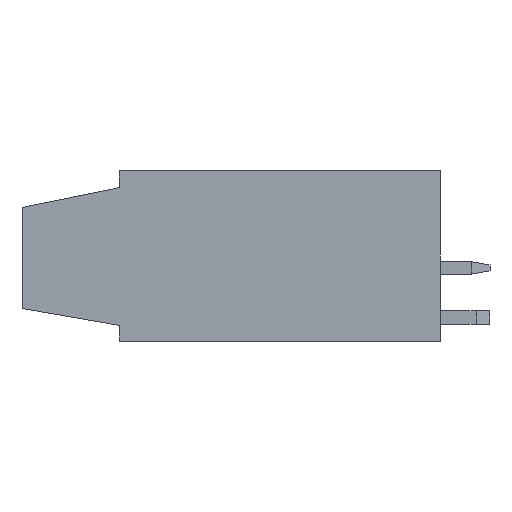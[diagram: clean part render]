
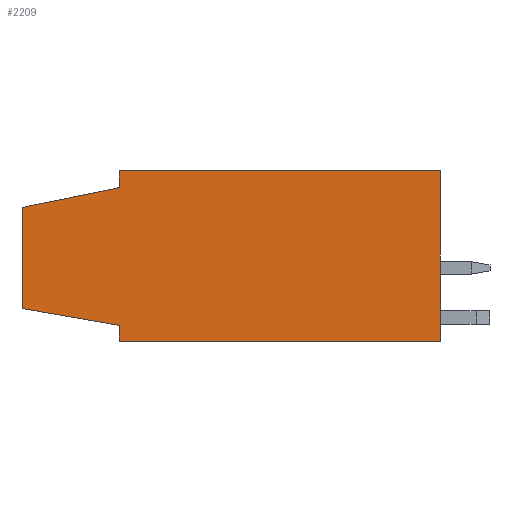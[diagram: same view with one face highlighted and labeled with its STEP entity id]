
A CAD part, left-side view. The second image highlights one B-rep face of the part: STEP entity #2209.
In plain terms, the highlighted planar face has unit normal (-1, 0, 0).
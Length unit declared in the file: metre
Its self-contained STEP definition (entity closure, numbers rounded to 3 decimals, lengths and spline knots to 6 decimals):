
#2209=ADVANCED_FACE('',(#4638),#4639,.F.);
#4638=FACE_OUTER_BOUND('',#7225,.T.);
#4639=PLANE('',#7226);
#7225=EDGE_LOOP('',(#14033,#14034,#14035,#14036,#14037,#14038,#14039,#14040));
#7226=AXIS2_PLACEMENT_3D('',#14041,#14042,#14043);
#14033=ORIENTED_EDGE('',*,*,#18305,.F.);
#14034=ORIENTED_EDGE('',*,*,#17083,.F.);
#14035=ORIENTED_EDGE('',*,*,#17952,.F.);
#14036=ORIENTED_EDGE('',*,*,#16478,.F.);
#14037=ORIENTED_EDGE('',*,*,#18306,.F.);
#14038=ORIENTED_EDGE('',*,*,#18307,.T.);
#14039=ORIENTED_EDGE('',*,*,#17380,.T.);
#14040=ORIENTED_EDGE('',*,*,#17349,.F.);
#14041=CARTESIAN_POINT('',(0.139676,-0.06741,0.));
#14042=DIRECTION('',(1.0,0.,0.));
#14043=DIRECTION('',(0.,1.0,0.));
#16478=EDGE_CURVE('',#20281,#20279,#20283,.T.);
#17083=EDGE_CURVE('',#21215,#21217,#21218,.T.);
#17349=EDGE_CURVE('',#21599,#21597,#21601,.T.);
#17380=EDGE_CURVE('',#21635,#21597,#21649,.T.);
#17952=EDGE_CURVE('',#20279,#21215,#22388,.T.);
#18305=EDGE_CURVE('',#21217,#21599,#22797,.T.);
#18306=EDGE_CURVE('',#22798,#20281,#22799,.T.);
#18307=EDGE_CURVE('',#22798,#21635,#22800,.T.);
#20279=VERTEX_POINT('',#25613);
#20281=VERTEX_POINT('',#25616);
#20283=LINE('',#25619,#25620);
#21215=VERTEX_POINT('',#27001);
#21217=VERTEX_POINT('',#27004);
#21218=LINE('',#27005,#27006);
#21597=VERTEX_POINT('',#27579);
#21599=VERTEX_POINT('',#27582);
#21601=LINE('',#27585,#27586);
#21635=VERTEX_POINT('',#27633);
#21649=LINE('',#27657,#27658);
#22388=LINE('',#28764,#28765);
#22797=LINE('',#29370,#29371);
#22798=VERTEX_POINT('',#29372);
#22799=LINE('',#29373,#29374);
#22800=LINE('',#29375,#29376);
#25613=CARTESIAN_POINT('',(0.139676,-0.06741,0.));
#25616=CARTESIAN_POINT('',(0.139676,-0.06741,-0.00085));
#25619=CARTESIAN_POINT('',(0.139676,-0.06741,-0.00775));
#25620=VECTOR('',#30690,1.0);
#27001=CARTESIAN_POINT('',(0.139676,-0.08361,0.));
#27004=CARTESIAN_POINT('',(0.139676,-0.08361,-0.0086));
#27005=CARTESIAN_POINT('',(0.139676,-0.08361,-0.0086));
#27006=VECTOR('',#31275,1.0);
#27579=CARTESIAN_POINT('',(0.139676,-0.06741,-0.0078));
#27582=CARTESIAN_POINT('',(0.139676,-0.06741,-0.0086));
#27585=CARTESIAN_POINT('',(0.139676,-0.06741,-0.00775));
#27586=VECTOR('',#31508,1.0);
#27633=CARTESIAN_POINT('',(0.139676,-0.06251,-0.00695));
#27657=CARTESIAN_POINT('',(0.139676,-0.06741,-0.0078));
#27658=VECTOR('',#31541,1.0);
#28764=CARTESIAN_POINT('',(0.139676,-0.08361,0.));
#28765=VECTOR('',#32020,1.0);
#29370=CARTESIAN_POINT('',(0.139676,-0.06741,-0.0086));
#29371=VECTOR('',#32261,1.0);
#29372=CARTESIAN_POINT('',(0.139676,-0.06251,-0.00185));
#29373=CARTESIAN_POINT('',(0.139676,-0.067576,-0.000816));
#29374=VECTOR('',#32262,1.0);
#29375=CARTESIAN_POINT('',(0.139676,-0.06251,-0.00695));
#29376=VECTOR('',#32263,1.0);
#30690=DIRECTION('',(0.,0.,1.0));
#31275=DIRECTION('',(0.,0.,-1.0));
#31508=DIRECTION('',(0.,0.,1.0));
#31541=DIRECTION('',(0.,-0.985,-0.171));
#32020=DIRECTION('',(0.,-1.0,0.));
#32261=DIRECTION('',(0.,1.0,0.));
#32262=DIRECTION('',(0.,-0.98,0.2));
#32263=DIRECTION('',(0.,0.0,-1.0));
